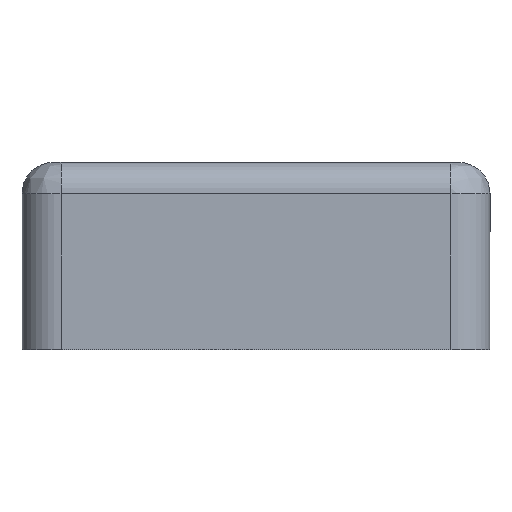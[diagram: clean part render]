
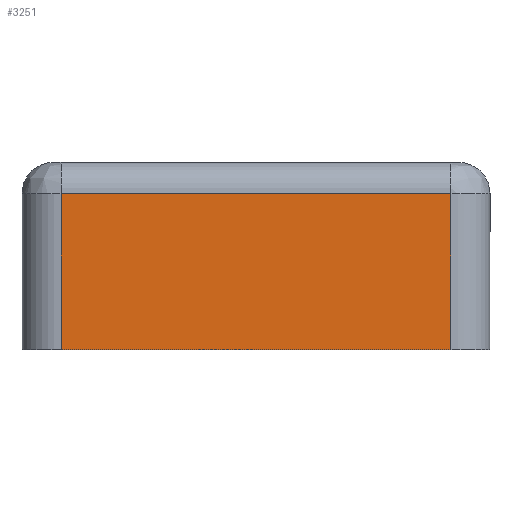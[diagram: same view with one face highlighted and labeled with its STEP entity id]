
A CAD part, front view. The second image highlights one B-rep face of the part: STEP entity #3251.
In plain terms, the highlighted planar face has unit normal (0, -1, 0).
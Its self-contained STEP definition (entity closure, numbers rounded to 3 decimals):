
#401 = PLANE ( 'NONE',  #5424 ) ;
#429 = CARTESIAN_POINT ( 'NONE',  ( -12.5, -30., 12. ) ) ;
#760 = VECTOR ( 'NONE', #2304, 1000. ) ;
#788 = ORIENTED_EDGE ( 'NONE', *, *, #5264, .F. ) ;
#1038 = DIRECTION ( 'NONE',  ( 0., 1., 0. ) ) ;
#1083 = VERTEX_POINT ( 'NONE', #4049 ) ;
#1100 = LINE ( 'NONE', #4001, #760 ) ;
#1118 = EDGE_LOOP ( 'NONE', ( #788, #6682, #4435, #5428 ) ) ;
#1202 = DIRECTION ( 'NONE',  ( -1., 0., 0. ) ) ;
#1369 = VECTOR ( 'NONE', #1202, 1000. ) ;
#1649 = CARTESIAN_POINT ( 'NONE',  ( 15., -30., 0. ) ) ;
#1669 = LINE ( 'NONE', #4686, #4412 ) ;
#1845 = VERTEX_POINT ( 'NONE', #6350 ) ;
#2304 = DIRECTION ( 'NONE',  ( 1., 0., 0. ) ) ;
#2653 = DIRECTION ( 'NONE',  ( 0., 0., 1. ) ) ;
#3251 = ADVANCED_FACE ( 'NONE', ( #5762 ), #401, .F. ) ;
#3385 = VERTEX_POINT ( 'NONE', #4413 ) ;
#4001 = CARTESIAN_POINT ( 'NONE',  ( -15., -30., 10. ) ) ;
#4017 = EDGE_CURVE ( 'NONE', #3385, #7171, #1669, .T. ) ;
#4049 = CARTESIAN_POINT ( 'NONE',  ( -12.5, -30., 10. ) ) ;
#4361 = EDGE_CURVE ( 'NONE', #7171, #1845, #4466, .T. ) ;
#4412 = VECTOR ( 'NONE', #5816, 1000. ) ;
#4413 = CARTESIAN_POINT ( 'NONE',  ( 12.5, -30., 10. ) ) ;
#4435 = ORIENTED_EDGE ( 'NONE', *, *, #4361, .F. ) ;
#4466 = LINE ( 'NONE', #1649, #1369 ) ;
#4528 = VECTOR ( 'NONE', #2653, 1000. ) ;
#4686 = CARTESIAN_POINT ( 'NONE',  ( 12.5, -30., 12. ) ) ;
#4695 = LINE ( 'NONE', #429, #4528 ) ;
#5019 = CARTESIAN_POINT ( 'NONE',  ( -15., -30., 12. ) ) ;
#5264 = EDGE_CURVE ( 'NONE', #1083, #3385, #1100, .T. ) ;
#5424 = AXIS2_PLACEMENT_3D ( 'NONE', #5019, #1038, #7151 ) ;
#5428 = ORIENTED_EDGE ( 'NONE', *, *, #4017, .F. ) ;
#5681 = EDGE_CURVE ( 'NONE', #1845, #1083, #4695, .T. ) ;
#5762 = FACE_OUTER_BOUND ( 'NONE', #1118, .T. ) ;
#5816 = DIRECTION ( 'NONE',  ( 0., 0., -1. ) ) ;
#6274 = CARTESIAN_POINT ( 'NONE',  ( 12.5, -30., 0. ) ) ;
#6350 = CARTESIAN_POINT ( 'NONE',  ( -12.5, -30., 0. ) ) ;
#6682 = ORIENTED_EDGE ( 'NONE', *, *, #5681, .F. ) ;
#7151 = DIRECTION ( 'NONE',  ( -1., 0., 0. ) ) ;
#7171 = VERTEX_POINT ( 'NONE', #6274 ) ;
